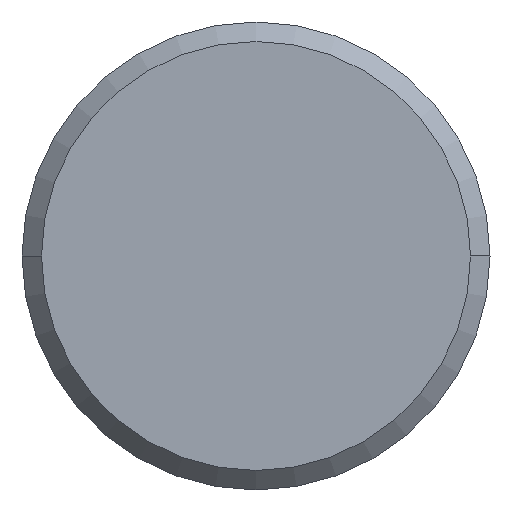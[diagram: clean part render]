
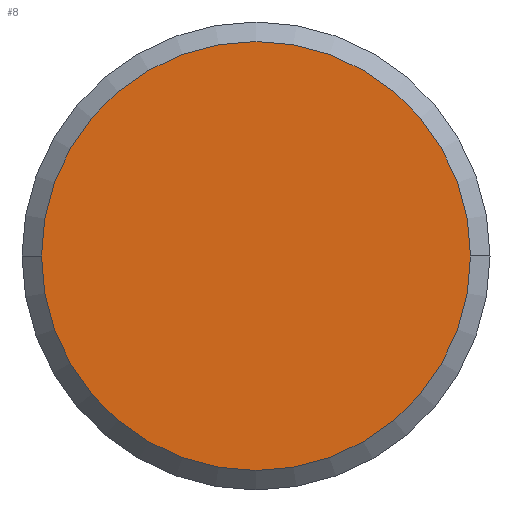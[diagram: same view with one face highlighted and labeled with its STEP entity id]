
A CAD part, left-side view. The second image highlights one B-rep face of the part: STEP entity #8.
In plain terms, the highlighted planar face has unit normal (-1, 0, 0).
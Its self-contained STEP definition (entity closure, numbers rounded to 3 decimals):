
#8 = ADVANCED_FACE ( 'NONE', ( #41 ), #292, .T. ) ;
#30 = DIRECTION ( 'NONE',  ( 0., -1., 0. ) ) ;
#36 = AXIS2_PLACEMENT_3D ( 'NONE', #208, #40, #268 ) ;
#40 = DIRECTION ( 'NONE',  ( 1., 0., 0. ) ) ;
#41 = FACE_OUTER_BOUND ( 'NONE', #164, .T. ) ;
#49 = CARTESIAN_POINT ( 'NONE',  ( -50., 5.5, 0. ) ) ;
#63 = EDGE_CURVE ( 'NONE', #356, #197, #257, .T. ) ;
#77 = CARTESIAN_POINT ( 'NONE',  ( -50., 0., 0. ) ) ;
#92 = DIRECTION ( 'NONE',  ( 1., 0., 0. ) ) ;
#163 = AXIS2_PLACEMENT_3D ( 'NONE', #77, #272, #30 ) ;
#164 = EDGE_LOOP ( 'NONE', ( #284, #248 ) ) ;
#194 = AXIS2_PLACEMENT_3D ( 'NONE', #335, #92, #285 ) ;
#197 = VERTEX_POINT ( 'NONE', #301 ) ;
#199 = EDGE_CURVE ( 'NONE', #197, #356, #314, .T. ) ;
#208 = CARTESIAN_POINT ( 'NONE',  ( -50., 0., 0. ) ) ;
#248 = ORIENTED_EDGE ( 'NONE', *, *, #199, .F. ) ;
#257 = CIRCLE ( 'NONE', #194, 5.5 ) ;
#268 = DIRECTION ( 'NONE',  ( 0., 1., 0. ) ) ;
#272 = DIRECTION ( 'NONE',  ( -1., 0., 0. ) ) ;
#284 = ORIENTED_EDGE ( 'NONE', *, *, #63, .F. ) ;
#285 = DIRECTION ( 'NONE',  ( 0., 1., 0. ) ) ;
#292 = PLANE ( 'NONE',  #163 ) ;
#301 = CARTESIAN_POINT ( 'NONE',  ( -50., -5.5, 0. ) ) ;
#314 = CIRCLE ( 'NONE', #36, 5.5 ) ;
#335 = CARTESIAN_POINT ( 'NONE',  ( -50., 0., 0. ) ) ;
#356 = VERTEX_POINT ( 'NONE', #49 ) ;
